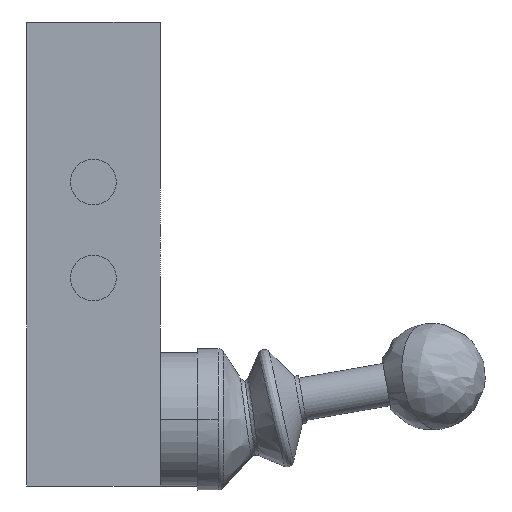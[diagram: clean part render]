
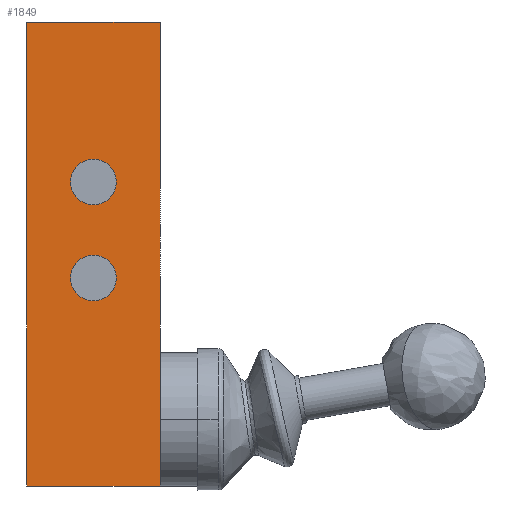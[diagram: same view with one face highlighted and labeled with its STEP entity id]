
A CAD part, front view. The second image highlights one B-rep face of the part: STEP entity #1849.
In plain terms, the highlighted planar face has unit normal (0, -1, 0).
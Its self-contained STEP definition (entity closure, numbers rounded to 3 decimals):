
#61 = VERTEX_POINT ( 'NONE', #469 ) ;
#469 = CARTESIAN_POINT ( 'NONE',  ( 0., -20., 52.717 ) ) ;
#473 = VERTEX_POINT ( 'NONE', #960 ) ;
#960 = CARTESIAN_POINT ( 'NONE',  ( -12.5, -20., 87. ) ) ;
#1849 = ADVANCED_FACE ( 'NONE', ( #1883, #1884, #1885 ), #1886, .T. ) ;
#1883 = FACE_OUTER_BOUND ( 'NONE', #2163, .T. ) ;
#1884 = FACE_BOUND ( 'NONE', #5207, .T. ) ;
#1885 = FACE_BOUND ( 'NONE', #4045, .T. ) ;
#1886 = PLANE ( 'NONE',  #1887 ) ;
#1887 = AXIS2_PLACEMENT_3D ( 'NONE', #1888, #1889, #1890 ) ;
#1888 = CARTESIAN_POINT ( 'NONE',  ( 12.5, -20., 0. ) ) ;
#1889 = DIRECTION ( 'NONE',  ( 0., -1., 0. ) ) ;
#1890 = DIRECTION ( 'NONE',  ( 0., 0., -1. ) ) ;
#2045 = CARTESIAN_POINT ( 'NONE',  ( 12.5, -20., 87. ) ) ;
#2163 = EDGE_LOOP ( 'NONE', ( #2598, #3796, #4272, #5063 ) ) ;
#2278 = CIRCLE ( 'NONE', #2279, 4.283 ) ;
#2279 = AXIS2_PLACEMENT_3D ( 'NONE', #2280, #2281, #2282 ) ;
#2280 = CARTESIAN_POINT ( 'NONE',  ( 0., -20., 57. ) ) ;
#2281 = DIRECTION ( 'NONE',  ( 0., 1., 0. ) ) ;
#2282 = DIRECTION ( 'NONE',  ( 0., 0., -1. ) ) ;
#2476 = LINE ( 'NONE', #2477, #2478 ) ;
#2477 = CARTESIAN_POINT ( 'NONE',  ( 0., -20., 0. ) ) ;
#2478 = VECTOR ( 'NONE', #2479, 1000. ) ;
#2479 = DIRECTION ( 'NONE',  ( 1., 0., 0. ) ) ;
#2513 = CARTESIAN_POINT ( 'NONE',  ( 0., -20., 43.283 ) ) ;
#2598 = ORIENTED_EDGE ( 'NONE', *, *, #7053, .T. ) ;
#2716 = CARTESIAN_POINT ( 'NONE',  ( 0., -20., 34.717 ) ) ;
#2732 = EDGE_CURVE ( 'NONE', #3337, #6933, #2476, .T. ) ;
#2895 = CIRCLE ( 'NONE', #2896, 4.283 ) ;
#2896 = AXIS2_PLACEMENT_3D ( 'NONE', #2897, #2898, #2899 ) ;
#2897 = CARTESIAN_POINT ( 'NONE',  ( 0., -20., 39. ) ) ;
#2898 = DIRECTION ( 'NONE',  ( 0., 1., 0. ) ) ;
#2899 = DIRECTION ( 'NONE',  ( 0., 0., -1. ) ) ;
#2941 = VERTEX_POINT ( 'NONE', #2716 ) ;
#3020 = CARTESIAN_POINT ( 'NONE',  ( -12.5, -20., 0. ) ) ;
#3025 = CIRCLE ( 'NONE', #3026, 4.283 ) ;
#3026 = AXIS2_PLACEMENT_3D ( 'NONE', #3027, #3028, #3029 ) ;
#3027 = CARTESIAN_POINT ( 'NONE',  ( 0., -20., 57. ) ) ;
#3028 = DIRECTION ( 'NONE',  ( 0., 1., 0. ) ) ;
#3029 = DIRECTION ( 'NONE',  ( 0., 0., -1. ) ) ;
#3165 = ORIENTED_EDGE ( 'NONE', *, *, #6287, .T. ) ;
#3337 = VERTEX_POINT ( 'NONE', #3020 ) ;
#3796 = ORIENTED_EDGE ( 'NONE', *, *, #2732, .T. ) ;
#3798 = ORIENTED_EDGE ( 'NONE', *, *, #6767, .T. ) ;
#4012 = CARTESIAN_POINT ( 'NONE',  ( 12.5, -20., 0. ) ) ;
#4045 = EDGE_LOOP ( 'NONE', ( #6297, #6360 ) ) ;
#4272 = ORIENTED_EDGE ( 'NONE', *, *, #4605, .F. ) ;
#4451 = LINE ( 'NONE', #4452, #4453 ) ;
#4452 = CARTESIAN_POINT ( 'NONE',  ( 12.5, -20., 0. ) ) ;
#4453 = VECTOR ( 'NONE', #4457, 1000. ) ;
#4457 = DIRECTION ( 'NONE',  ( 0., 0., -1. ) ) ;
#4605 = EDGE_CURVE ( 'NONE', #6736, #6933, #4451, .T. ) ;
#4632 = LINE ( 'NONE', #4633, #4634 ) ;
#4633 = CARTESIAN_POINT ( 'NONE',  ( -12.5, -20., 0. ) ) ;
#4634 = VECTOR ( 'NONE', #4635, 1000. ) ;
#4635 = DIRECTION ( 'NONE',  ( 0., 0., -1. ) ) ;
#4871 = LINE ( 'NONE', #4872, #4873 ) ;
#4872 = CARTESIAN_POINT ( 'NONE',  ( 12.5, -20., 87. ) ) ;
#4873 = VECTOR ( 'NONE', #4874, 1000. ) ;
#4874 = DIRECTION ( 'NONE',  ( -1., 0., 0. ) ) ;
#5063 = ORIENTED_EDGE ( 'NONE', *, *, #5617, .T. ) ;
#5207 = EDGE_LOOP ( 'NONE', ( #3165, #3798 ) ) ;
#5388 = CARTESIAN_POINT ( 'NONE',  ( 0., -20., 61.283 ) ) ;
#5487 = CIRCLE ( 'NONE', #5488, 4.283 ) ;
#5488 = AXIS2_PLACEMENT_3D ( 'NONE', #5489, #5490, #5491 ) ;
#5489 = CARTESIAN_POINT ( 'NONE',  ( 0., -20., 39. ) ) ;
#5490 = DIRECTION ( 'NONE',  ( 0., 1., 0. ) ) ;
#5491 = DIRECTION ( 'NONE',  ( 0., 0., -1. ) ) ;
#5617 = EDGE_CURVE ( 'NONE', #6736, #473, #4871, .T. ) ;
#6160 = EDGE_CURVE ( 'NONE', #2941, #6802, #5487, .T. ) ;
#6287 = EDGE_CURVE ( 'NONE', #61, #7204, #3025, .T. ) ;
#6297 = ORIENTED_EDGE ( 'NONE', *, *, #6160, .T. ) ;
#6360 = ORIENTED_EDGE ( 'NONE', *, *, #6843, .T. ) ;
#6736 = VERTEX_POINT ( 'NONE', #2045 ) ;
#6767 = EDGE_CURVE ( 'NONE', #7204, #61, #2278, .T. ) ;
#6802 = VERTEX_POINT ( 'NONE', #2513 ) ;
#6843 = EDGE_CURVE ( 'NONE', #6802, #2941, #2895, .T. ) ;
#6933 = VERTEX_POINT ( 'NONE', #4012 ) ;
#7053 = EDGE_CURVE ( 'NONE', #473, #3337, #4632, .T. ) ;
#7204 = VERTEX_POINT ( 'NONE', #5388 ) ;
